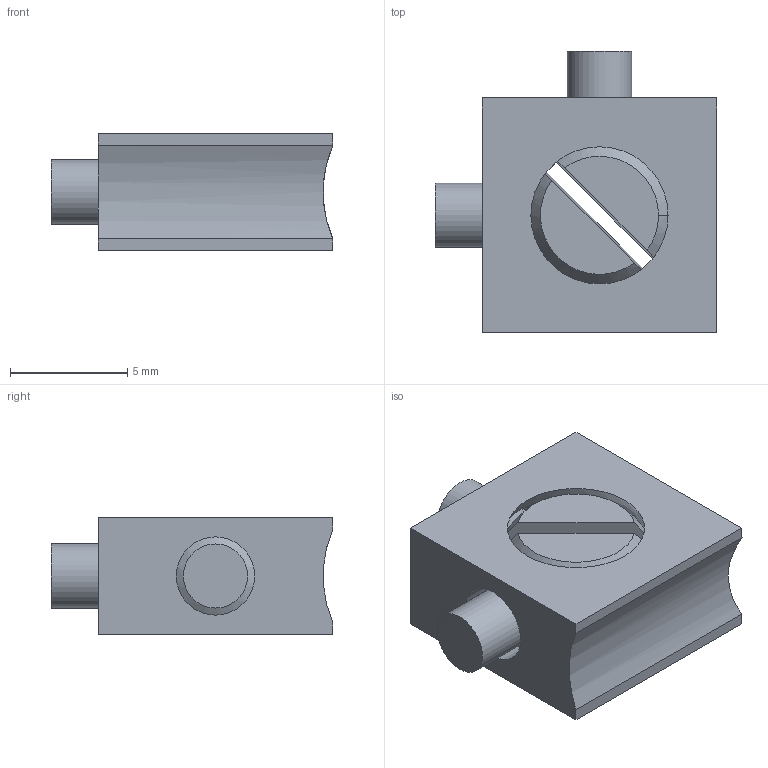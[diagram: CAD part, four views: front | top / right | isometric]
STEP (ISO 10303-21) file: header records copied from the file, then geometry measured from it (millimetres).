
FILE_DESCRIPTION(('FreeCAD Model'),'2;1');
FILE_NAME('Open CASCADE Shape Model','2022-06-25T17:07:56',('Author'),( ''),'Open CASCADE STEP processor 7.5','FreeCAD','Unknown');
FILE_SCHEMA(('AUTOMOTIVE_DESIGN { 1 0 10303 214 1 1 1 1 }'));
Length unit declared in the file: millimetre
Products named in the file (5): _d_printing_coaster; nut-2holes; Cut003; arms-2; arms-005
Assembly tree (4 placements, depth 3):
  _d_printing_coaster
    nut-2holes
      Cut003
    arms-2
      arms-005
Bounding box: 12 x 12 x 5 mm (x, y, z)
Volume: 440 mm3; surface area: 724.7 mm2
Topology: 3 solids, 3 shells, 28 faces, 59 edges, 39 vertices
Faces by surface type: plane 14, cylinder 6, sphere 4, bspline 4
Full cylindrical faces by diameter (mm): 2.733 x2, 3.333 x2
Entity records: 3902 total; most frequent: CARTESIAN_POINT 2633, DIRECTION 200, ORIENTED_EDGE 118, PCURVE 118, DEFINITIONAL_REPRESENTATION 118, LINE 85, VECTOR 85, EDGE_CURVE 59
